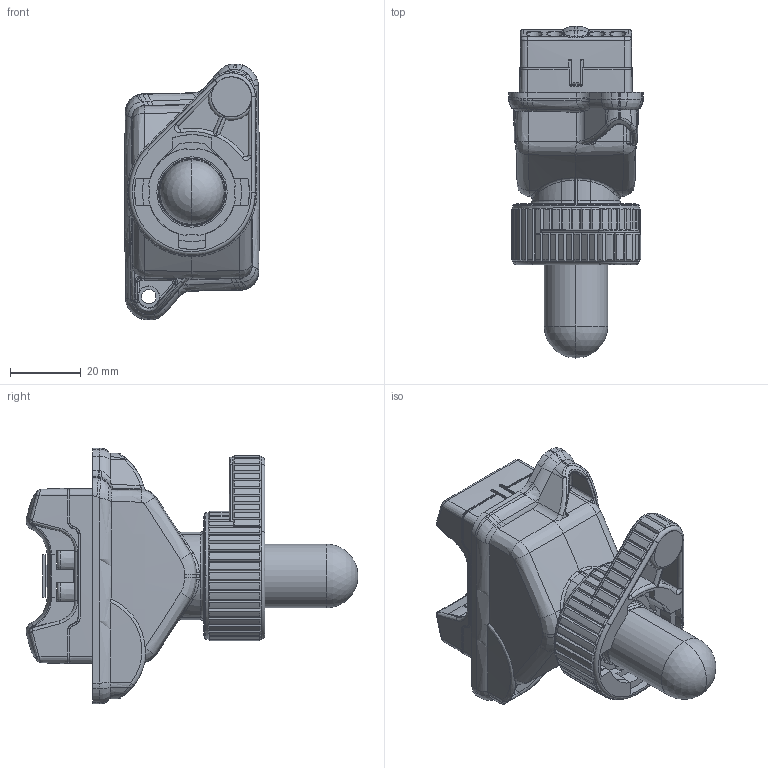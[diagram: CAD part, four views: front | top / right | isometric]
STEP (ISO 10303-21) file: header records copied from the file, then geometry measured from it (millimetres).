
FILE_DESCRIPTION((''),'2;1');
FILE_NAME('05-1142-0240_VERSCHLUSSGEH_LM','2023-10-18T14:28:53',('Beil'),(''),'CREO PARAMETRIC BY PTC INC, 2019030','CREO PARAMETRIC BY PTC INC, 2019030','');
FILE_SCHEMA(('CONFIG_CONTROL_DESIGN','SHAPE_APPEARANCE_LAYERS_GROUPS'));
Products named in the file (1): 05-1142-0240_VERSCHLUSSGEH_LM
Bounding box: 37.98 x 93.55 x 72.14 mm (x, y, z)
Volume: 80004.5 mm3; surface area: 28196.1 mm2
Topology: 1 solids, 1 shells, 2310 faces, 6031 edges, 3725 vertices
Faces by surface type: plane 1082, bspline 486, cylinder 425, cone 214, torus 91, extrusion 8, revolution 2, sphere 2
Entity records: 122258 total; most frequent: CARTESIAN_POINT 38494, ORIENTED_EDGE 12050, DIRECTION 9812, PRESENTATION_STYLE_ASSIGNMENT 7068, STYLED_ITEM 6029, CURVE_STYLE 6027, EDGE_CURVE 6025, VERTEX_POINT 3725
